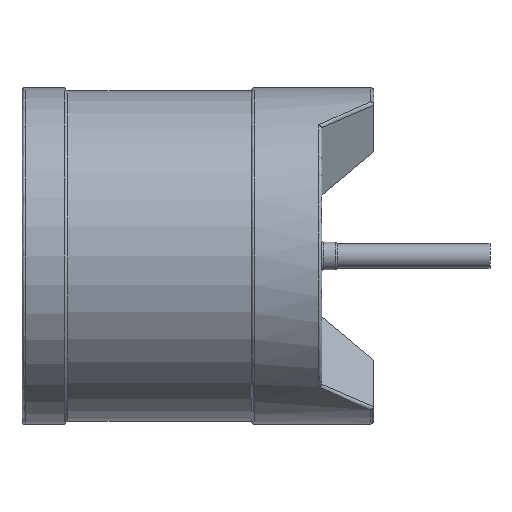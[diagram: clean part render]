
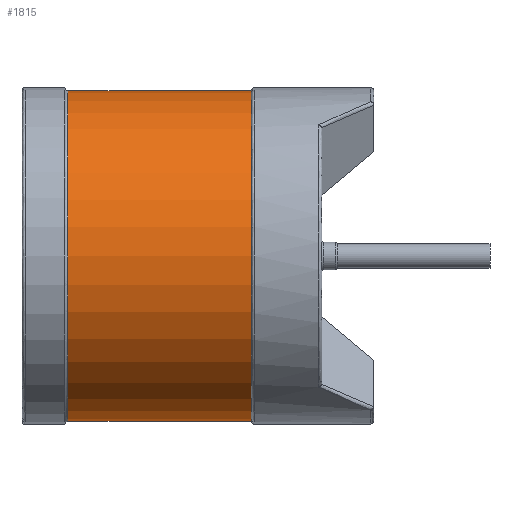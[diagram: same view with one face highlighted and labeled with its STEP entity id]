
A CAD part, left-side view. The second image highlights one B-rep face of the part: STEP entity #1815.
In plain terms, the highlighted cylindrical face has radius 5.4 mm (diameter 10.8 mm), a partial arc.
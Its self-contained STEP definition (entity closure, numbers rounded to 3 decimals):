
#102 = CARTESIAN_POINT ( 'NONE',  ( 0., 4., 5.4 ) ) ;
#144 = DIRECTION ( 'NONE',  ( 0., 1., 0. ) ) ;
#180 = DIRECTION ( 'NONE',  ( 0., -1., 0. ) ) ;
#275 = EDGE_CURVE ( 'NONE', #965, #2193, #1819, .T. ) ;
#327 = LINE ( 'NONE', #2036, #2534 ) ;
#394 = EDGE_CURVE ( 'NONE', #2193, #2416, #2810, .T. ) ;
#469 = CARTESIAN_POINT ( 'NONE',  ( 0., 10.1, 0. ) ) ;
#489 = ORIENTED_EDGE ( 'NONE', *, *, #3451, .F. ) ;
#663 = ORIENTED_EDGE ( 'NONE', *, *, #394, .T. ) ;
#739 = DIRECTION ( 'NONE',  ( 0., 0., -1. ) ) ;
#799 = CARTESIAN_POINT ( 'NONE',  ( 0., 4., -5.4 ) ) ;
#925 = DIRECTION ( 'NONE',  ( 0., -1., 0. ) ) ;
#965 = VERTEX_POINT ( 'NONE', #1648 ) ;
#1003 = AXIS2_PLACEMENT_3D ( 'NONE', #1303, #144, #3541 ) ;
#1007 = FACE_OUTER_BOUND ( 'NONE', #2545, .T. ) ;
#1178 = DIRECTION ( 'NONE',  ( 0., -1., 0. ) ) ;
#1303 = CARTESIAN_POINT ( 'NONE',  ( 0., 4., 0. ) ) ;
#1393 = CARTESIAN_POINT ( 'NONE',  ( 0., 10., -5.4 ) ) ;
#1465 = CARTESIAN_POINT ( 'NONE',  ( 0., 10., 0. ) ) ;
#1573 = CYLINDRICAL_SURFACE ( 'NONE', #2281, 5.4 ) ;
#1648 = CARTESIAN_POINT ( 'NONE',  ( 0., 10., 5.4 ) ) ;
#1772 = CIRCLE ( 'NONE', #1003, 5.4 ) ;
#1815 = ADVANCED_FACE ( 'NONE', ( #1007 ), #1573, .T. ) ;
#1819 = CIRCLE ( 'NONE', #2098, 5.4 ) ;
#1861 = CARTESIAN_POINT ( 'NONE',  ( 0., 10.1, -5.4 ) ) ;
#2036 = CARTESIAN_POINT ( 'NONE',  ( 0., 10.1, 5.4 ) ) ;
#2098 = AXIS2_PLACEMENT_3D ( 'NONE', #1465, #1178, #3462 ) ;
#2193 = VERTEX_POINT ( 'NONE', #1393 ) ;
#2281 = AXIS2_PLACEMENT_3D ( 'NONE', #469, #180, #739 ) ;
#2416 = VERTEX_POINT ( 'NONE', #799 ) ;
#2534 = VECTOR ( 'NONE', #3615, 1000. ) ;
#2545 = EDGE_LOOP ( 'NONE', ( #489, #2700, #663, #3410 ) ) ;
#2700 = ORIENTED_EDGE ( 'NONE', *, *, #275, .T. ) ;
#2810 = LINE ( 'NONE', #1861, #3389 ) ;
#3246 = VERTEX_POINT ( 'NONE', #102 ) ;
#3389 = VECTOR ( 'NONE', #925, 1000. ) ;
#3410 = ORIENTED_EDGE ( 'NONE', *, *, #3701, .T. ) ;
#3451 = EDGE_CURVE ( 'NONE', #965, #3246, #327, .T. ) ;
#3462 = DIRECTION ( 'NONE',  ( 0., 0., -1. ) ) ;
#3541 = DIRECTION ( 'NONE',  ( 0., 0., -1. ) ) ;
#3615 = DIRECTION ( 'NONE',  ( 0., -1., 0. ) ) ;
#3701 = EDGE_CURVE ( 'NONE', #2416, #3246, #1772, .T. ) ;
